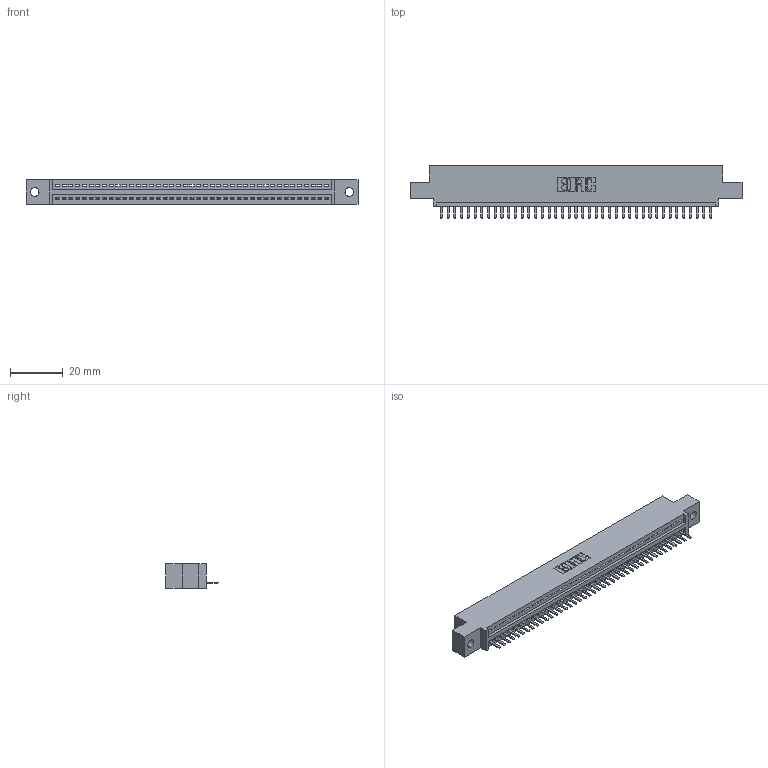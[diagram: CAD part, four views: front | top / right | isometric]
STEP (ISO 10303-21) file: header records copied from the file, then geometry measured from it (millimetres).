
FILE_DESCRIPTION (( 'STEP AP203' ), '1' );
FILE_NAME ('345-041-520-402.STEP', '2019-10-08T11:14:11', ( '' ), ( '' ), 'SwSTEP 2.0', 'SolidWorks 2016', '' );
FILE_SCHEMA (( 'CONFIG_CONTROL_DESIGN' ));
Length unit declared in the file: inch
Products named in the file (3): 345-292-001_345-293-120; 345 Part_0.110 Offset - 0.128 Dia; 345-041-520-402
Assembly tree (42 placements, depth 2):
  345-041-520-402
    345 Part_0.110 Offset - 0.128 Dia
    345-292-001_345-293-120  x41
Bounding box: 125.35 x 19.68 x 9.4 mm (x, y, z)
Volume: 11669.6 mm3; surface area: 14918.8 mm2
Topology: 42 solids, 42 shells, 2672 faces, 7897 edges, 5154 vertices
Faces by surface type: plane 1806, cylinder 866
Entity records: 31241 total; most frequent: CARTESIAN_POINT 5431, ORIENTED_EDGE 5394, DIRECTION 4731, EDGE_CURVE 2697, LINE 2397, VECTOR 2397, VERTEX_POINT 1794, AXIS2_PLACEMENT_3D 1167
